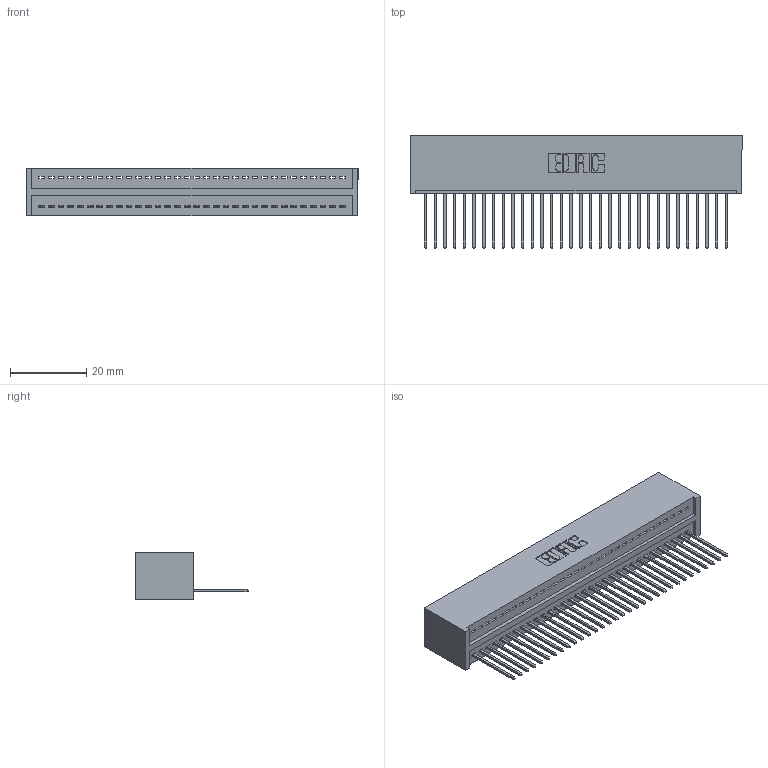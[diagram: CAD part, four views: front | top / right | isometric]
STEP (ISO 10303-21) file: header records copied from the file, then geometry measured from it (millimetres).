
FILE_DESCRIPTION (( 'STEP AP203' ), '1' );
FILE_NAME ('325-032-540-101.STEP', '2020-02-24T19:38:26', ( '' ), ( '' ), 'SwSTEP 2.0', 'SolidWorks 2016', '' );
FILE_SCHEMA (( 'CONFIG_CONTROL_DESIGN' ));
Length unit declared in the file: inch
Products named in the file (3): 325-292-001_325-293-140; 325 Part_Lugless; 325-032-540-101
Assembly tree (33 placements, depth 2):
  325-032-540-101
    325 Part_Lugless
    325-292-001_325-293-140  x32
Bounding box: 86.92 x 29.46 x 12.45 mm (x, y, z)
Volume: 11570.8 mm3; surface area: 13282.4 mm2
Topology: 33 solids, 33 shells, 1962 faces, 5919 edges, 3902 vertices
Faces by surface type: plane 1410, cylinder 552
Entity records: 20597 total; most frequent: CARTESIAN_POINT 3562, ORIENTED_EDGE 3530, DIRECTION 3017, EDGE_CURVE 1765, LINE 1645, VECTOR 1645, VERTEX_POINT 1174, AXIS2_PLACEMENT_3D 686
